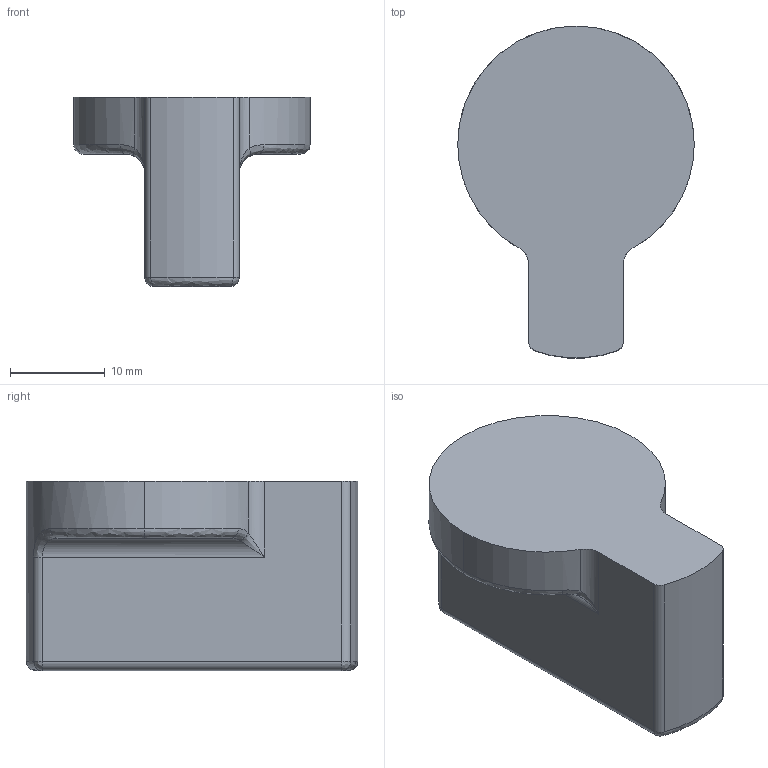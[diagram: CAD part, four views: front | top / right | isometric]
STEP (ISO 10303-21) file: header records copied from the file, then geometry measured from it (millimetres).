
FILE_DESCRIPTION(('FreeCAD Model'),'2;1');
FILE_NAME('Open CASCADE Shape Model','2024-08-11T07:34:04',(''),(''), 'Open CASCADE STEP processor 7.6','FreeCAD','Unknown');
FILE_SCHEMA(('CONFIG_CONTROL_DESIGN','SHAPE_APPEARANCE_LAYER_MIM'));
Length unit declared in the file: millimetre
Products named in the file (1): Open CASCADE STEP translator 7.8 96.1
Bounding box: 25 x 35.06 x 20 mm (x, y, z)
Volume: 8374.1 mm3; surface area: 2877.1 mm2
Topology: 1 solids, 1 shells, 35 faces, 82 edges, 43 vertices
Faces by surface type: bspline 15, cylinder 14, plane 6
Entity records: 1370 total; most frequent: CARTESIAN_POINT 631, ORIENTED_EDGE 152, DIRECTION 136, EDGE_CURVE 76, AXIS2_PLACEMENT_3D 56, VERTEX_POINT 43, ADVANCED_FACE 35, FACE_BOUND 35
